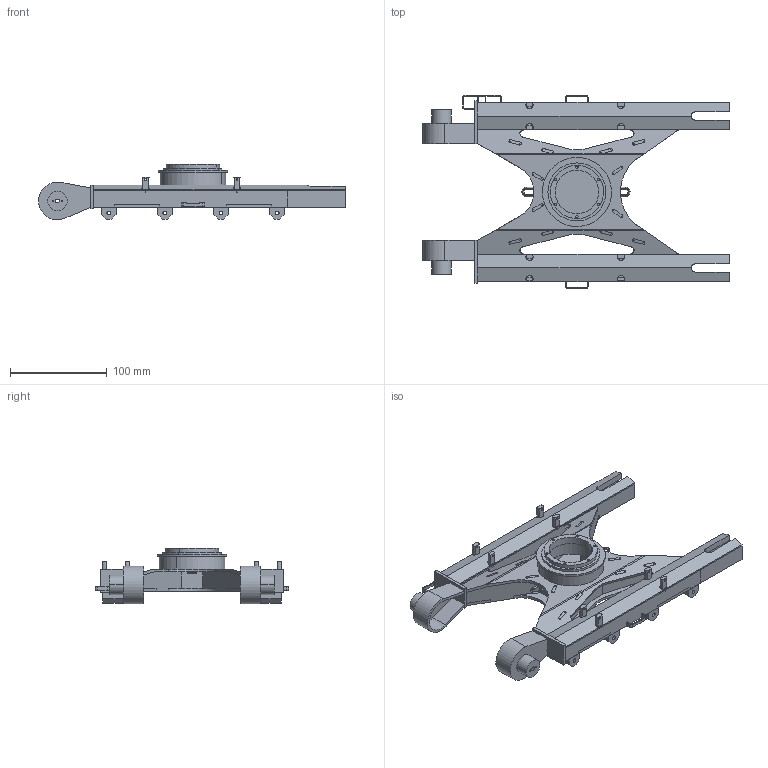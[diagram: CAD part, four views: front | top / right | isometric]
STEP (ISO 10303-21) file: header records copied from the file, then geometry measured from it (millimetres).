
FILE_DESCRIPTION(('CATIA V5 STEP Exchange'),'2;1');
FILE_NAME('Sous ensemble chassis fixe.stp','2024-04-16T15:38:08+00:00',('none'),('none'),'CATIA Version 5 Release 19 GA (IN-10)','CATIA V5 STEP AP203','none');
FILE_SCHEMA(('CONFIG_CONTROL_DESIGN'));
Length unit declared in the file: millimetre
Products named in the file (1): Sous ensemble chassis fixe
Assembly tree (40 placements, depth 2):
  Sous ensemble chassis fixe
    #56
    #5251  x8
    #5856
    #6542
    #7593  x2
    #8152  x2
    #9504  x8
    #9921  x2
    #10381
    #13581
    #14490
    #15261
    #16032  x2
    #16911
    #18446
    #19981  x2
    #20859
    #22101  x2
    #22476
    #23957
Bounding box: 316.97 x 199.5 x 57.46 mm (x, y, z)
Volume: 375919.4 mm3; surface area: 250750.5 mm2
Topology: 40 solids, 40 shells, 1135 faces, 3086 edges, 2036 vertices
Faces by surface type: plane 758, cylinder 369, torus 8
Entity records: 25369 total; most frequent: CARTESIAN_POINT 5109, ORIENTED_EDGE 4466, DIRECTION 3425, EDGE_CURVE 2233, VECTOR 1695, LINE 1695, VERTEX_POINT 1484, AXIS2_PLACEMENT_3D 1090
